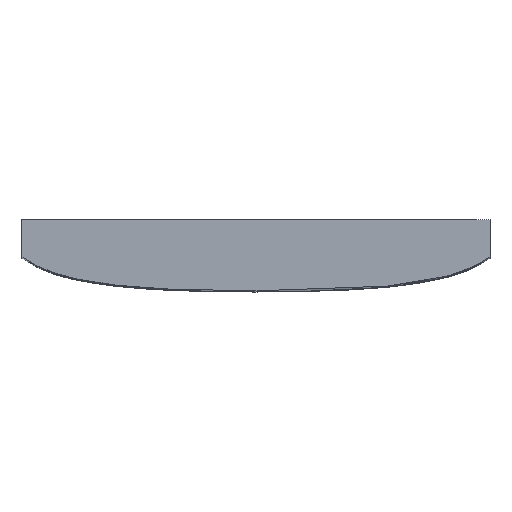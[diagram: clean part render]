
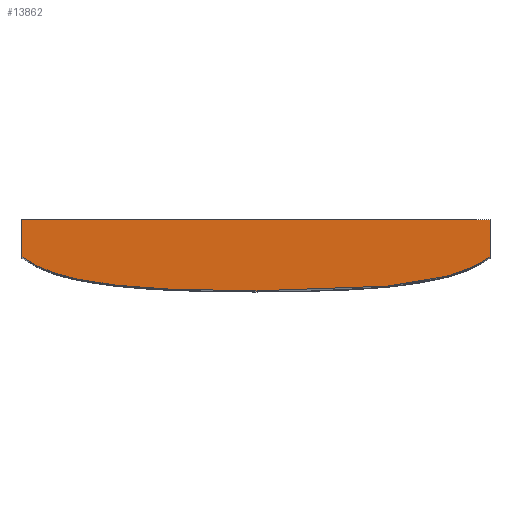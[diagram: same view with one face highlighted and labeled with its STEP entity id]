
A CAD part, top view. The second image highlights one B-rep face of the part: STEP entity #13862.
In plain terms, the highlighted planar face has unit normal (0, 0, 1).
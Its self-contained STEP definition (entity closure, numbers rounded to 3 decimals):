
#614=PLANE('',#14556);
#1634=FACE_OUTER_BOUND('',#2560,.T.);
#2560=EDGE_LOOP('',(#13132,#13133,#13134,#13135,#13136));
#2628=LINE('',#23022,#3367);
#2630=LINE('',#23026,#3369);
#3179=LINE('',#25728,#3918);
#3367=VECTOR('',#14766,10.);
#3369=VECTOR('',#14770,10.);
#3918=VECTOR('',#16409,10.);
#4066=(
BOUNDED_CURVE()
B_SPLINE_CURVE(2,(#21237,#21238,#21239),.UNSPECIFIED.,.F.,.F.)
B_SPLINE_CURVE_WITH_KNOTS((3,3),(-9.494,-5.315),
 .UNSPECIFIED.)
CURVE()
GEOMETRIC_REPRESENTATION_ITEM()
RATIONAL_B_SPLINE_CURVE((1.,1.587,1.657))
REPRESENTATION_ITEM('')
);
#4067=(
BOUNDED_CURVE()
B_SPLINE_CURVE(2,(#25735,#25736,#25737),.UNSPECIFIED.,.F.,.F.)
B_SPLINE_CURVE_WITH_KNOTS((3,3),(-4.18,0.),.UNSPECIFIED.)
CURVE()
GEOMETRIC_REPRESENTATION_ITEM()
RATIONAL_B_SPLINE_CURVE((1.657,1.587,1.))
REPRESENTATION_ITEM('')
);
#6065=VERTEX_POINT('',#21234);
#6066=VERTEX_POINT('',#21236);
#6366=VERTEX_POINT('',#23020);
#6367=VERTEX_POINT('',#23024);
#6632=VERTEX_POINT('',#25726);
#7540=EDGE_CURVE('',#6066,#6065,#4066,.T.);
#7842=EDGE_CURVE('',#6065,#6366,#2628,.T.);
#7844=EDGE_CURVE('',#6366,#6367,#2630,.T.);
#8665=EDGE_CURVE('',#6367,#6632,#3179,.T.);
#8666=EDGE_CURVE('',#6632,#6066,#4067,.T.);
#13132=ORIENTED_EDGE('',*,*,#7844,.T.);
#13133=ORIENTED_EDGE('',*,*,#8665,.T.);
#13134=ORIENTED_EDGE('',*,*,#8666,.T.);
#13135=ORIENTED_EDGE('',*,*,#7540,.T.);
#13136=ORIENTED_EDGE('',*,*,#7842,.T.);
#13862=ADVANCED_FACE('',(#1634),#614,.T.);
#14556=AXIS2_PLACEMENT_3D('',#27645,#16680,#16681);
#14766=DIRECTION('',(0.,1.,0.));
#14770=DIRECTION('',(-1.,0.,0.));
#16409=DIRECTION('',(0.,-1.,0.));
#16680=DIRECTION('center_axis',(0.,0.,1.));
#16681=DIRECTION('ref_axis',(1.,0.,0.));
#21234=CARTESIAN_POINT('',(44.6,-48.568,137.));
#21236=CARTESIAN_POINT('',(0.,-55.,137.));
#21237=CARTESIAN_POINT('Ctrl Pts',(0.,-55.,137.));
#21238=CARTESIAN_POINT('Ctrl Pts',(35.6,-55.,137.));
#21239=CARTESIAN_POINT('Ctrl Pts',(44.6,-48.568,137.));
#23020=CARTESIAN_POINT('',(44.6,-41.5,137.));
#23022=CARTESIAN_POINT('',(44.6,-41.5,137.));
#23024=CARTESIAN_POINT('',(-44.6,-41.5,137.));
#23026=CARTESIAN_POINT('',(-44.6,-41.5,137.));
#25726=CARTESIAN_POINT('',(-44.6,-48.568,137.));
#25728=CARTESIAN_POINT('',(-44.6,-41.5,137.));
#25735=CARTESIAN_POINT('Ctrl Pts',(-44.6,-48.568,137.));
#25736=CARTESIAN_POINT('Ctrl Pts',(-35.6,-55.,137.));
#25737=CARTESIAN_POINT('Ctrl Pts',(0.,-55.,137.));
#27645=CARTESIAN_POINT('Origin',(0.,-48.25,137.));
